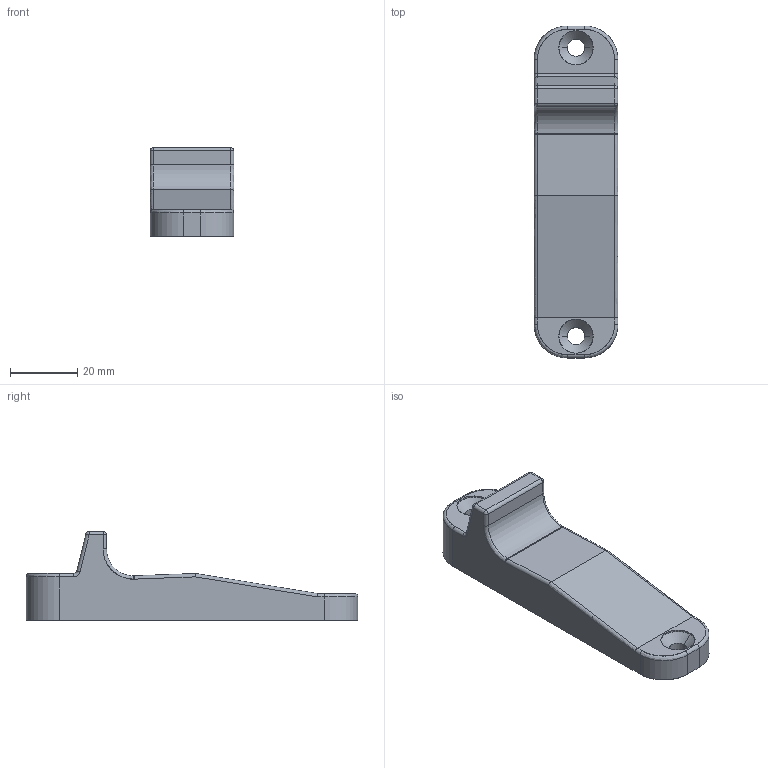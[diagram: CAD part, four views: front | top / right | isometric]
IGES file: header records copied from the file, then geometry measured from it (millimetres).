
Start section: SolidWorks IGES file using analytic representation for surfaces
Global section: file name: FA-841-S-2.IGS; native system: SolidWorks 2014; preprocessor: SolidWorks 2014; author: 0849sm; date: 191118.173750; units: millimetre
Bounding box: 25 x 99 x 26.5 mm (x, y, z)
Surface area: 8361.7 mm2 (no closed solid volume)
Topology: 0 solids, 0 shells, 63 faces, 512 edges, 508 vertices
Faces by surface type: revolution 41, bspline 22
